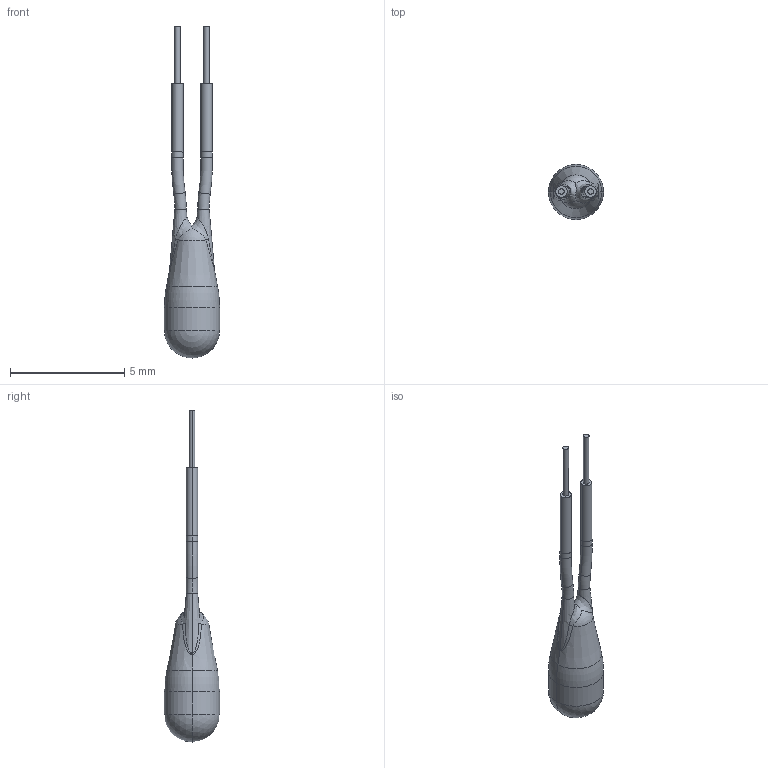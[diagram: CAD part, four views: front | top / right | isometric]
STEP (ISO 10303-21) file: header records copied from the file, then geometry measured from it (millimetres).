
FILE_DESCRIPTION (( 'STEP AP214' ), '1' );
FILE_NAME ('B57861S(TDK).STEP', '2022-01-09T05:55:16', ( '' ), ( '' ), 'SwSTEP 2.0', 'SolidWorks 2021', '' );
FILE_SCHEMA (( 'AUTOMOTIVE_DESIGN' ));
Length unit declared in the file: millimetre
Products named in the file (1): B57861S(TDK)
Bounding box: 2.41 x 2.41 x 14.5 mm (x, y, z)
Volume: 21.5 mm3; surface area: 63 mm2
Topology: 1 solids, 1 shells, 42 faces, 93 edges, 53 vertices
Faces by surface type: cylinder 14, torus 10, cone 6, plane 4, bspline 4, sphere 4
Entity records: 1786 total; most frequent: CARTESIAN_POINT 596, DIRECTION 202, ORIENTED_EDGE 178, AXIS2_PLACEMENT_3D 91, EDGE_CURVE 89, CIRCLE 52, VERTEX_POINT 51, EDGE_LOOP 44
